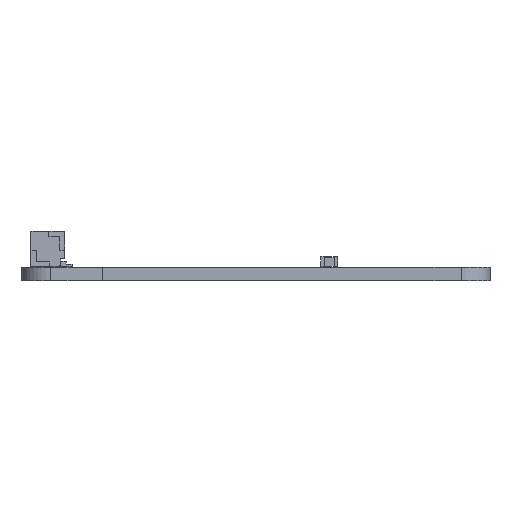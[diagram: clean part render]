
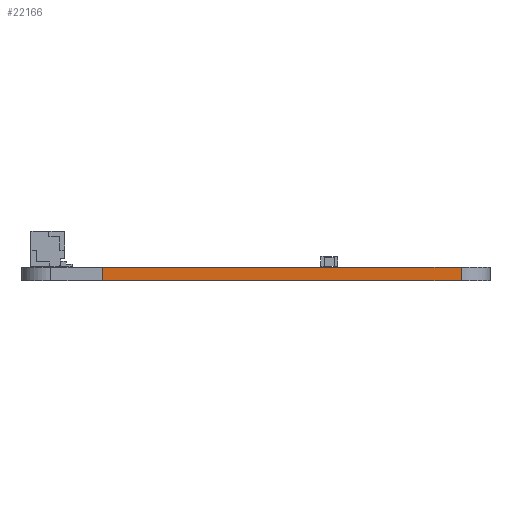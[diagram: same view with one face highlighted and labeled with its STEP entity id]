
A CAD part, front view. The second image highlights one B-rep face of the part: STEP entity #22166.
In plain terms, the highlighted planar face has unit normal (0, -1, 0).
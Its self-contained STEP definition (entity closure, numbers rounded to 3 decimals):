
#19317 = PLANE('',#19318);
#19318 = AXIS2_PLACEMENT_3D('',#19319,#19320,#19321);
#19319 = CARTESIAN_POINT('',(144.01,-113.799,1.6));
#19320 = DIRECTION('',(0.,0.,1.));
#19321 = DIRECTION('',(1.,0.,-0.));
#19372 = PLANE('',#19373);
#19373 = AXIS2_PLACEMENT_3D('',#19374,#19375,#19376);
#19374 = CARTESIAN_POINT('',(144.01,-113.799,0.));
#19375 = DIRECTION('',(0.,0.,1.));
#19376 = DIRECTION('',(1.,0.,-0.));
#19427 = CYLINDRICAL_SURFACE('',#19428,3.448);
#19428 = AXIS2_PLACEMENT_3D('',#19429,#19430,#19431);
#19429 = CARTESIAN_POINT('',(168.552,-145.552,0.));
#19430 = DIRECTION('',(-0.,-0.,-1.));
#19431 = DIRECTION('',(1.,0.,-0.));
#19651 = VERTEX_POINT('',#19652);
#19652 = CARTESIAN_POINT('',(125.466,-149.,0.));
#19666 = PLANE('',#19667);
#19667 = AXIS2_PLACEMENT_3D('',#19668,#19669,#19670);
#19668 = CARTESIAN_POINT('',(125.466,-149.,0.));
#19669 = DIRECTION('',(0.,-1.,0.));
#19670 = DIRECTION('',(-1.,0.,0.));
#19678 = EDGE_CURVE('',#19679,#19651,#19681,.T.);
#19679 = VERTEX_POINT('',#19680);
#19680 = CARTESIAN_POINT('',(168.527,-149.,0.));
#19681 = SURFACE_CURVE('',#19682,(#19686,#19693),.PCURVE_S1.);
#19682 = LINE('',#19683,#19684);
#19683 = CARTESIAN_POINT('',(168.527,-149.,0.));
#19684 = VECTOR('',#19685,1.);
#19685 = DIRECTION('',(-1.,0.,0.));
#19686 = PCURVE('',#19372,#19687);
#19687 = DEFINITIONAL_REPRESENTATION('',(#19688),#19692);
#19688 = LINE('',#19689,#19690);
#19689 = CARTESIAN_POINT('',(24.517,-35.201));
#19690 = VECTOR('',#19691,1.);
#19691 = DIRECTION('',(-1.,0.));
#19692 = ( GEOMETRIC_REPRESENTATION_CONTEXT(2) 
PARAMETRIC_REPRESENTATION_CONTEXT() REPRESENTATION_CONTEXT('2D SPACE',''
  ) );
#19693 = PCURVE('',#19694,#19699);
#19694 = PLANE('',#19695);
#19695 = AXIS2_PLACEMENT_3D('',#19696,#19697,#19698);
#19696 = CARTESIAN_POINT('',(168.527,-149.,0.));
#19697 = DIRECTION('',(0.,-1.,0.));
#19698 = DIRECTION('',(-1.,0.,0.));
#19699 = DEFINITIONAL_REPRESENTATION('',(#19700),#19704);
#19700 = LINE('',#19701,#19702);
#19701 = CARTESIAN_POINT('',(0.,0.));
#19702 = VECTOR('',#19703,1.);
#19703 = DIRECTION('',(1.,0.));
#19704 = ( GEOMETRIC_REPRESENTATION_CONTEXT(2) 
PARAMETRIC_REPRESENTATION_CONTEXT() REPRESENTATION_CONTEXT('2D SPACE',''
  ) );
#21037 = VERTEX_POINT('',#21038);
#21038 = CARTESIAN_POINT('',(125.466,-149.,1.6));
#21059 = EDGE_CURVE('',#21060,#21037,#21062,.T.);
#21060 = VERTEX_POINT('',#21061);
#21061 = CARTESIAN_POINT('',(168.527,-149.,1.6));
#21062 = SURFACE_CURVE('',#21063,(#21067,#21074),.PCURVE_S1.);
#21063 = LINE('',#21064,#21065);
#21064 = CARTESIAN_POINT('',(168.527,-149.,1.6));
#21065 = VECTOR('',#21066,1.);
#21066 = DIRECTION('',(-1.,0.,0.));
#21067 = PCURVE('',#19317,#21068);
#21068 = DEFINITIONAL_REPRESENTATION('',(#21069),#21073);
#21069 = LINE('',#21070,#21071);
#21070 = CARTESIAN_POINT('',(24.517,-35.201));
#21071 = VECTOR('',#21072,1.);
#21072 = DIRECTION('',(-1.,0.));
#21073 = ( GEOMETRIC_REPRESENTATION_CONTEXT(2) 
PARAMETRIC_REPRESENTATION_CONTEXT() REPRESENTATION_CONTEXT('2D SPACE',''
  ) );
#21074 = PCURVE('',#19694,#21075);
#21075 = DEFINITIONAL_REPRESENTATION('',(#21076),#21080);
#21076 = LINE('',#21077,#21078);
#21077 = CARTESIAN_POINT('',(0.,-1.6));
#21078 = VECTOR('',#21079,1.);
#21079 = DIRECTION('',(1.,0.));
#21080 = ( GEOMETRIC_REPRESENTATION_CONTEXT(2) 
PARAMETRIC_REPRESENTATION_CONTEXT() REPRESENTATION_CONTEXT('2D SPACE',''
  ) );
#22116 = EDGE_CURVE('',#19679,#21060,#22117,.T.);
#22117 = SURFACE_CURVE('',#22118,(#22122,#22129),.PCURVE_S1.);
#22118 = LINE('',#22119,#22120);
#22119 = CARTESIAN_POINT('',(168.527,-149.,0.));
#22120 = VECTOR('',#22121,1.);
#22121 = DIRECTION('',(0.,0.,1.));
#22122 = PCURVE('',#19427,#22123);
#22123 = DEFINITIONAL_REPRESENTATION('',(#22124),#22128);
#22124 = LINE('',#22125,#22126);
#22125 = CARTESIAN_POINT('',(-4.705,0.));
#22126 = VECTOR('',#22127,1.);
#22127 = DIRECTION('',(-0.,-1.));
#22128 = ( GEOMETRIC_REPRESENTATION_CONTEXT(2) 
PARAMETRIC_REPRESENTATION_CONTEXT() REPRESENTATION_CONTEXT('2D SPACE',''
  ) );
#22129 = PCURVE('',#19694,#22130);
#22130 = DEFINITIONAL_REPRESENTATION('',(#22131),#22135);
#22131 = LINE('',#22132,#22133);
#22132 = CARTESIAN_POINT('',(0.,0.));
#22133 = VECTOR('',#22134,1.);
#22134 = DIRECTION('',(0.,-1.));
#22135 = ( GEOMETRIC_REPRESENTATION_CONTEXT(2) 
PARAMETRIC_REPRESENTATION_CONTEXT() REPRESENTATION_CONTEXT('2D SPACE',''
  ) );
#22166 = ADVANCED_FACE('',(#22167),#19694,.T.);
#22167 = FACE_BOUND('',#22168,.T.);
#22168 = EDGE_LOOP('',(#22169,#22170,#22171,#22192));
#22169 = ORIENTED_EDGE('',*,*,#22116,.T.);
#22170 = ORIENTED_EDGE('',*,*,#21059,.T.);
#22171 = ORIENTED_EDGE('',*,*,#22172,.F.);
#22172 = EDGE_CURVE('',#19651,#21037,#22173,.T.);
#22173 = SURFACE_CURVE('',#22174,(#22178,#22185),.PCURVE_S1.);
#22174 = LINE('',#22175,#22176);
#22175 = CARTESIAN_POINT('',(125.466,-149.,0.));
#22176 = VECTOR('',#22177,1.);
#22177 = DIRECTION('',(0.,0.,1.));
#22178 = PCURVE('',#19694,#22179);
#22179 = DEFINITIONAL_REPRESENTATION('',(#22180),#22184);
#22180 = LINE('',#22181,#22182);
#22181 = CARTESIAN_POINT('',(43.061,0.));
#22182 = VECTOR('',#22183,1.);
#22183 = DIRECTION('',(0.,-1.));
#22184 = ( GEOMETRIC_REPRESENTATION_CONTEXT(2) 
PARAMETRIC_REPRESENTATION_CONTEXT() REPRESENTATION_CONTEXT('2D SPACE',''
  ) );
#22185 = PCURVE('',#19666,#22186);
#22186 = DEFINITIONAL_REPRESENTATION('',(#22187),#22191);
#22187 = LINE('',#22188,#22189);
#22188 = CARTESIAN_POINT('',(0.,0.));
#22189 = VECTOR('',#22190,1.);
#22190 = DIRECTION('',(0.,-1.));
#22191 = ( GEOMETRIC_REPRESENTATION_CONTEXT(2) 
PARAMETRIC_REPRESENTATION_CONTEXT() REPRESENTATION_CONTEXT('2D SPACE',''
  ) );
#22192 = ORIENTED_EDGE('',*,*,#19678,.F.);
